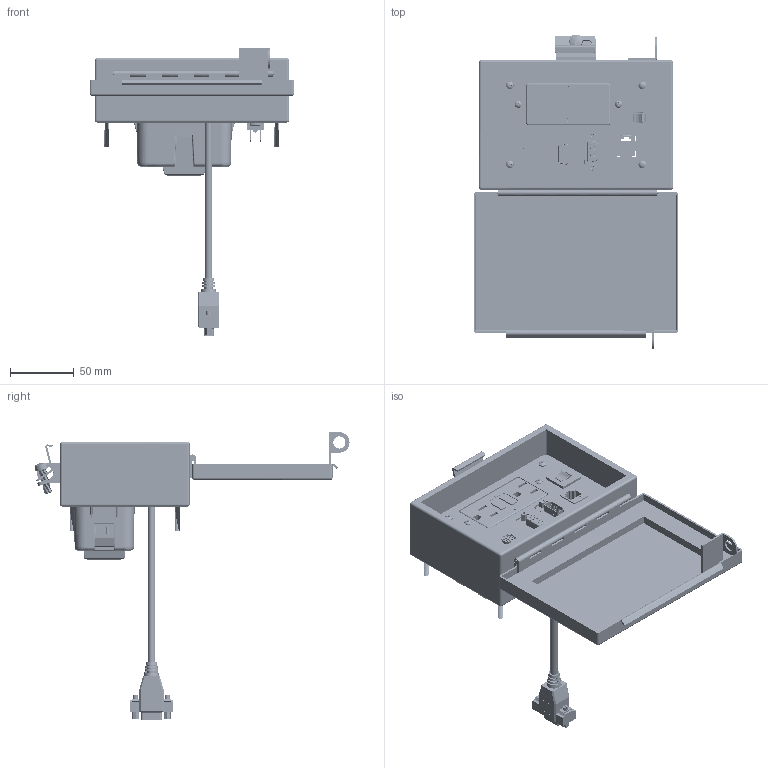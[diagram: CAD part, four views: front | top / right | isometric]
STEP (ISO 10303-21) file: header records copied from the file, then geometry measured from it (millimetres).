
FILE_DESCRIPTION (( 'STEP AP203' ), '1' );
FILE_NAME ('P-A12B9R2-M5RF5-CXXX_3D.STEP', '2023-01-16T17:31:48', ( '' ), ( '' ), 'SwSTEP 2.0', 'SolidWorks 2021', '' );
FILE_SCHEMA (( 'CONFIG_CONTROL_DESIGN' ));
Length unit declared in the file: millimetre
Products named in the file (26): CBX; Z-000-4-201_2PPHPLST_90380A110; Z-200-OTLT-GFIH-15A_sheared; Z-100-ABDH154NT; Z-500-2008; 92005A124_METRIC PAN HEAD PHILLIPS MACHINE SCREW_92005A124; P-A12B9R2-M5RF5-CXXX_TP060_1; -M5; R2; P-A12B9R2-M5RF5-CXXX_3D; Z-CB-SM; RF_WOE; Z-120-RIOF-SHELL_WOE; Z-000-4243316TFP; Z-100-ABDH154_PCB; Z-100-ABDH154_DBcon; P-A12B9R2-M5RF5-CXXX_BP240_1; Z-H-M5_B; Z-100-ABDH154_8PinMinDin; Z-000-440316 NUT_95130A110; B9; P-A12B9R2-M5RF5-CXXX_FP060_1; Z-200-OTLT-RIOF-15A_WOE; Z-000-440316 JACK SCREW_92710A212; Z-300-RJ45CAT5; P1
Assembly tree (38 placements, depth 4):
  P-A12B9R2-M5RF5-CXXX_3D
    -M5
      Z-H-M5_B
    P-A12B9R2-M5RF5-CXXX_BP240_1
    P-A12B9R2-M5RF5-CXXX_FP060_1
    P-A12B9R2-M5RF5-CXXX_TP060_1
    Z-000-4243316TFP  x7
    B9
      Z-100-ABDH154NT
        Z-100-ABDH154_PCB
        Z-100-ABDH154_DBcon
        Z-100-ABDH154_8PinMinDin
      Z-500-2008  x2
    P1
    Z-000-440316 JACK SCREW_92710A212  x2
    Z-000-440316 NUT_95130A110  x2
    RF_WOE
      Z-200-OTLT-RIOF-15A_WOE
        Z-120-RIOF-SHELL_WOE
        Z-200-OTLT-GFIH-15A_sheared
    Z-000-4-201_2PPHPLST_90380A110  x2
    CBX
      Z-CB-SM
    R2
      Z-300-RJ45CAT5
    92005A124_METRIC PAN HEAD PHILLIPS MACHINE SCREW_92005A124  x4
Bounding box: 160.82 x 247.16 x 225.56 mm (x, y, z)
Volume: 371111 mm3; surface area: 292929.3 mm2
Topology: 59 solids, 65 shells, 7428 faces, 19392 edges, 12359 vertices
Faces by surface type: plane 3035, cylinder 2481, bspline 1443, cone 295, torus 89, sphere 85
Entity records: 304563 total; most frequent: CARTESIAN_POINT 166172, ORIENTED_EDGE 31298, DIRECTION 23021, EDGE_CURVE 15649, VERTEX_POINT 9936, VECTOR 8935, LINE 8935, AXIS2_PLACEMENT_3D 7043
